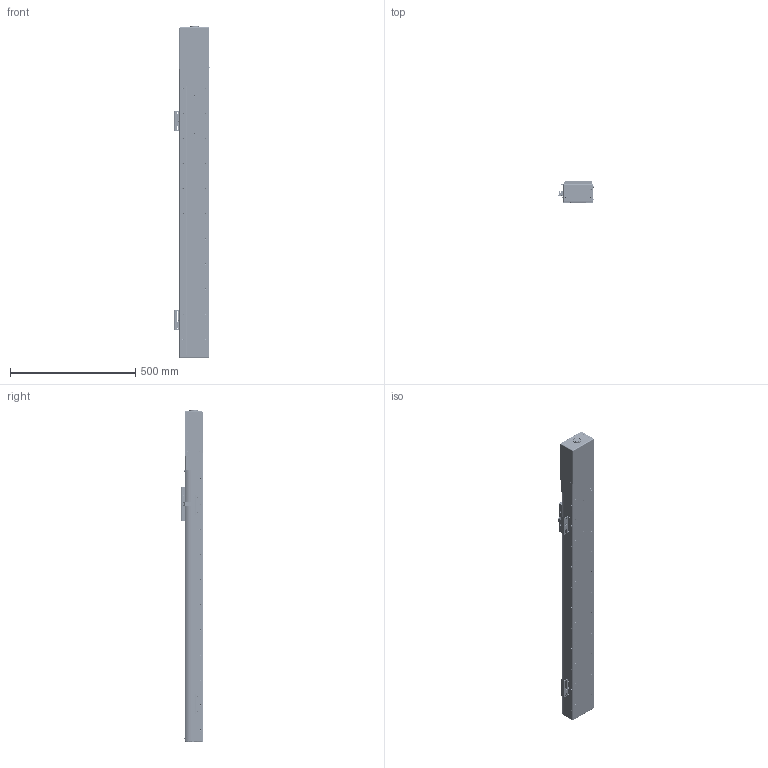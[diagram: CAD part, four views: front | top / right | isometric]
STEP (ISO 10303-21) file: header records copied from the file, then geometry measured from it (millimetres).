
FILE_DESCRIPTION (( 'STEP AP203' ), '1' );
FILE_NAME ('HC120-XXX-S-800-XX-SL-OF.STEP', '2020-08-04T04:47:26', ( '彌營遵' ), ( '' ), 'SwSTEP 2.0', 'SolidWorks 2013', '' );
FILE_SCHEMA (( 'CONFIG_CONTROL_DESIGN' ));
Length unit declared in the file: millimetre
Products named in the file (45): socket button head cap screw_am_B18.3.4M - 3 x 0.5 x 5 SBHCS --N; HC120 SENSOR_2; HRballnut-ST800; pan cross head_ks_KS 1023 PC- M3 x 5-N; STEEL BELT FIX-ST800; ENDCOVER(M)-ST800; BASE-ST800; spring lock washer_ks_KS 1324 - M3; HC120-XXX-S-800-XX-SL-OF; HC SENSOR DOG-ST800; countersunk flat cross head screw_ks_KS 1023 FC- M3 x 5-N; SUPPOERT BLOCK-ST800; hgkr23_-ST800; HR15 rail-ST800_ル遽; HB60 DAMPER-ST800; socket head cap screw_ks_KS 1003 - M4 x 10 x 10-N; SIDE COVER2-ST800; MOTORCASECOVER-ST800; BEARING HOUSING(堅薑)-ST800; STEEL BELT TENSION BRK-ST800; socket head cap screw_ks_KS 1003 - M6 x 10 x 10-N; SIDE COVER-ST800; MOTORCASE-ST800; BEARING HOUSING(雖雖)-ST800; STEEL BELT TENSION PLATE-ST800; MASensor Brk-ST800_ル遽; HC CARRIER-ST800; SUPPOERTBLOCK-ST800; END COVER-ST800; socket countersunk head screw_am_B18.3.5M - 3 x 0.5 x 10 Socket FCHS  -- 10C; EE-SX-674(奢辨 撫憮)-ST800_ル遽; SHAFT-ST800; 醴喀攪-ST800; HRballscrew-ST800; socket button head cap screw_am_B18.3.4M - 3 x 0.5 x 8 SBHCS --N; socket head cap screw_ks_KS 1003 - M3 x 5 x 5-N; HC CARRIER COVER-ST800; BEARING唯衛璽-ST800; HRbearing cap-ST800; socket countersunk head screw_am_B18.3.5M - 3 x 0.5 x 6 Socket FCHS  -- 6C ...
Assembly tree (118 placements, depth 3):
  HC120-XXX-S-800-XX-SL-OF
    BASE-ST800
    HR15 rail-ST800_ル遽  x2
    BEARING HOUSING(堅薑)-ST800
    BEARING HOUSING(雖雖)-ST800
    END COVER-ST800
    HRballscrew-ST800
    HRbearing cap-ST800
    STEEL BELT-ST800
    STEEL BELT FIX-ST800  x2
    SUPPOERT BLOCK-ST800  x2
    SIDE COVER2-ST800
    SIDE COVER-ST800
    CARRIER-ST800
      HC CARRIER-ST800
      SHAFT-ST800  x12
      HC CARRIER COVER-ST800
      HR15 block-ST800_ル遽  x4
      HRballnut-ST800
      HC SENSOR DOG-ST800
      HB60 DAMPER-ST800  x4
      STEEL BELT TENSION BRK-ST800  x2
      STEEL BELT TENSION PLATE-ST800  x2
      socket countersunk head screw_am_B18.3.5M - 3 x 0.5 x 10 Socket FCHS  -- 10C  x8
      socket button head cap screw_am_B18.3.4M - 3 x 0.5 x 8 SBHCS --N  x4
      socket countersunk head screw_am_B18.3.5M - 3 x 0.5 x 6 Socket FCHS  -- 6C  x4
      socket button head cap screw_am_B18.3.4M - 3 x 0.5 x 5 SBHCS --N  x2
      spring lock washer_ks_KS 1324 - M3  x2
    霜溺-ST800
      ENDCOVER(M)-ST800
      hgkr23_-ST800
      MOTORCASECOVER-ST800
      MOTORCASE-ST800
      SUPPOERTBLOCK-ST800  x2
      醴喀攪-ST800
      BEARING唯衛璽-ST800
    pan cross head_ks_KS 1023 PC- M3 x 5-N  x12
    countersunk flat cross head screw_ks_KS 1023 FC- M3 x 5-N  x4
    socket head cap screw_ks_KS 1003 - M4 x 10 x 10-N  x2
    socket head cap screw_ks_KS 1003 - M6 x 10 x 10-N  x2
    HC120 SENSOR_1
      MASensor Brk-ST800_ル遽
      EE-SX-674(奢辨 撫憮)-ST800_ル遽  x2
      socket head cap screw_ks_KS 1003 - M3 x 5 x 5-N  x7
      spring lock washer_ks_KS 1324 - M3  x3
    HC120 SENSOR_2
      MASensor Brk-ST800_ル遽
      EE-SX-674(奢辨 撫憮)-ST800_ル遽
      socket head cap screw_ks_KS 1003 - M3 x 5 x 5-N  x5
      spring lock washer_ks_KS 1324 - M3  x3
Bounding box: 142.15 x 86.5 x 1324.5 mm (x, y, z)
Volume: 4291729.5 mm3; surface area: 1702055.9 mm2
Topology: 114 solids, 114 shells, 4749 faces, 11965 edges, 7310 vertices
Faces by surface type: plane 2133, cylinder 1576, cone 804, torus 192, sphere 38, bspline 6
Entity records: 118519 total; most frequent: CARTESIAN_POINT 47678, DIRECTION 13972, ORIENTED_EDGE 12880, EDGE_CURVE 6440, AXIS2_PLACEMENT_3D 5176, VERTEX_POINT 4127, LINE 3620, VECTOR 3620
